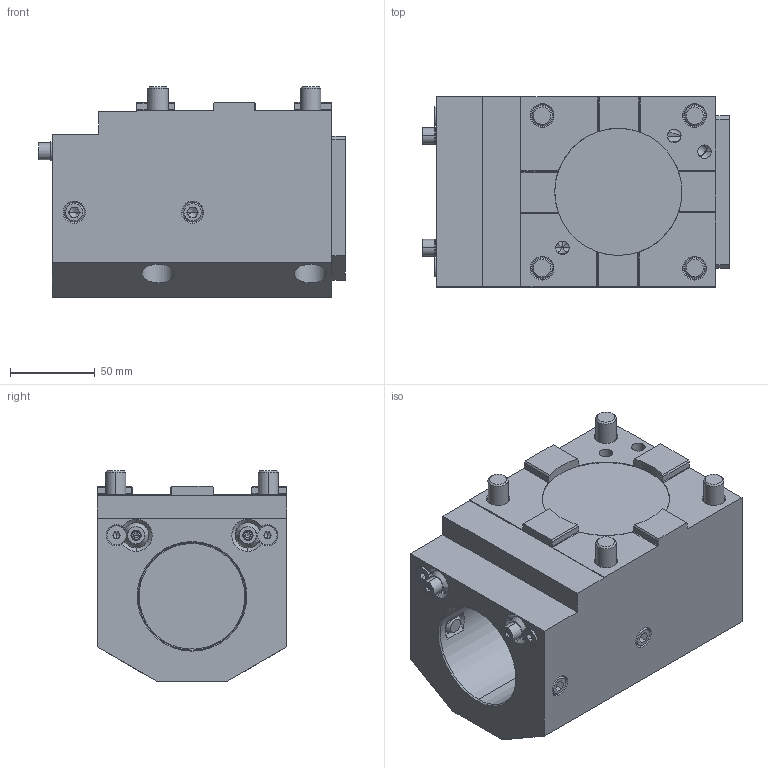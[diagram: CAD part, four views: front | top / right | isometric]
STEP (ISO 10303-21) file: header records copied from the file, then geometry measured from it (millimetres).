
FILE_DESCRIPTION (( 'STEP AP203' ), '1' );
FILE_NAME ('04-1153.STEP', '2023-11-21T00:20:00', ( '' ), ( '' ), 'SwSTEP 2.0', 'SolidWorks 2022', '' );
FILE_SCHEMA (( 'CONFIG_CONTROL_DESIGN' ));
Length unit declared in the file: inch
Products named in the file (1): 04-1153
Bounding box: 181 x 112 x 124 mm (x, y, z)
Surface area: 188599.2 mm2 (no closed solid volume)
Topology: 0 solids, 30 shells, 630 faces, 1568 edges, 956 vertices
Faces by surface type: plane 322, cone 157, cylinder 133, bspline 18
Entity records: 20326 total; most frequent: CARTESIAN_POINT 5572, DIRECTION 3120, ORIENTED_EDGE 2924, EDGE_CURVE 1519, AXIS2_PLACEMENT_3D 1134, VERTEX_POINT 956, LINE 852, VECTOR 852
